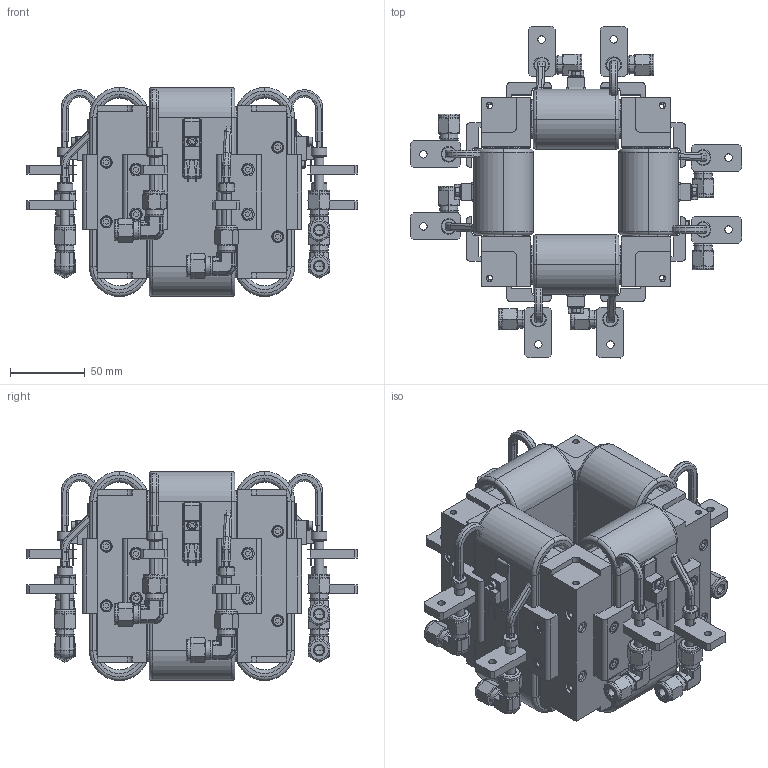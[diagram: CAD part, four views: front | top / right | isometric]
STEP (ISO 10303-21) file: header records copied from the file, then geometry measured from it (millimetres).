
FILE_DESCRIPTION (( 'STEP AP214' ), '1' );
FILE_NAME ('88202741_A_X-Y_CORRECTOR.STEP', '2024-07-15T19:44:00', ( '' ), ( '' ), 'SwSTEP 2.0', 'SolidWorks 2022', '' );
FILE_SCHEMA (( 'AUTOMOTIVE_DESIGN' ));
Length unit declared in the file: millimetre
Products named in the file (1): 88202741_A_X-Y_CORRECTOR
Bounding box: 222.4 x 222.4 x 140 mm (x, y, z)
Surface area: 320643.8 mm2 (no closed solid volume)
Topology: 0 solids, 127 shells, 2017 faces, 5653 edges, 3741 vertices
Faces by surface type: plane 855, cylinder 563, cone 415, torus 120, bspline 52, sphere 12
Entity records: 91028 total; most frequent: CARTESIAN_POINT 17131, DIRECTION 11241, ORIENTED_EDGE 9673, EDGE_CURVE 5641, AXIS2_PLACEMENT_3D 4077, VERTEX_POINT 3741, LINE 3087, VECTOR 3087
